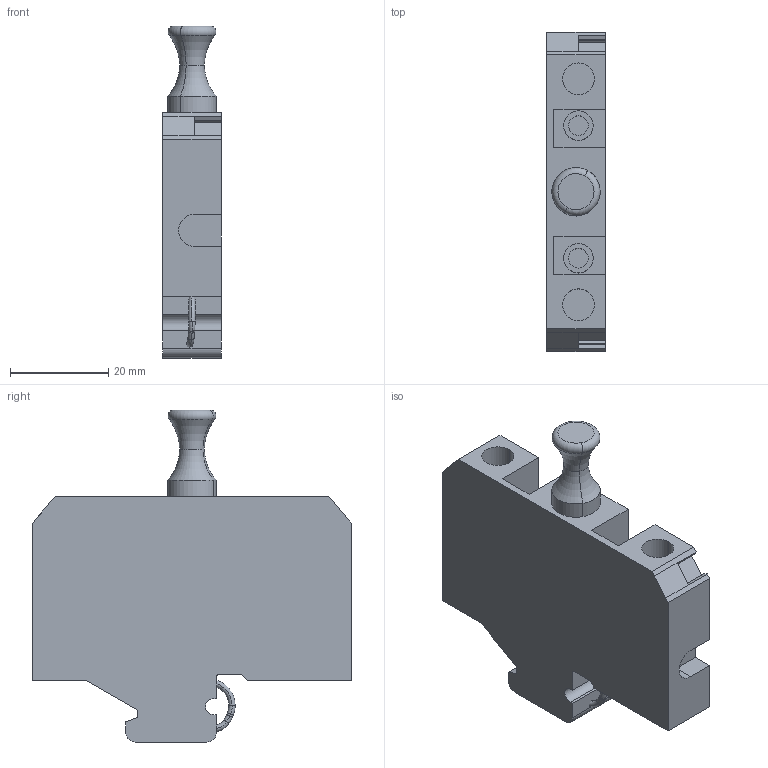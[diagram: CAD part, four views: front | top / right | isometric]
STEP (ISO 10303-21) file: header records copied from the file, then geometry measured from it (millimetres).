
FILE_DESCRIPTION(('CATIA V5 STEP Exchange','CAx-IF Rec.Pracs.--- Model Styling and Organization---1.4--- 2014-01-23'),'2;1');
FILE_NAME ('001778-2_1', '2021-09-21T05:34:42+00:00', ('none'), ('Weidmueller'), 'CATIA Version 5-6 Release 2016 SP3 HF44', 'CATIA V5 STEP AP214', 'none');
FILE_SCHEMA(('AUTOMOTIVE_DESIGN { 1 0 10303 214 1 1 1 1 }'));
Length unit declared in the file: millimetre
Products named in the file (1): 0324120000
Bounding box: 12 x 65 x 67.6 mm (x, y, z)
Volume: 27961.5 mm3; surface area: 11145 mm2
Topology: 5 solids, 5 shells, 132 faces, 328 edges, 210 vertices
Faces by surface type: plane 69, cylinder 41, torus 22
Entity records: 3747 total; most frequent: CARTESIAN_POINT 700, ORIENTED_EDGE 656, DIRECTION 526, EDGE_CURVE 328, AXIS2_PLACEMENT_3D 219, VERTEX_POINT 210, VECTOR 201, LINE 201
